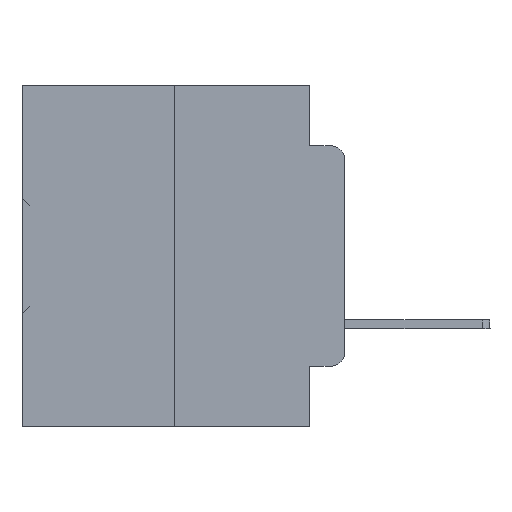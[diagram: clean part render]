
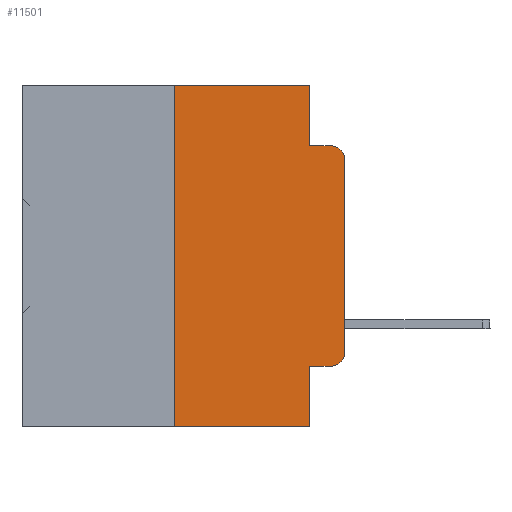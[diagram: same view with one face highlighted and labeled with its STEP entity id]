
A CAD part, left-side view. The second image highlights one B-rep face of the part: STEP entity #11501.
In plain terms, the highlighted planar face has unit normal (-1, 0, 0).
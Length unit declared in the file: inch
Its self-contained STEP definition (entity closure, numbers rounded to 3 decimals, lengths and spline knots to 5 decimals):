
#404 = EDGE_CURVE ( 'NONE', #36306, #26370, #16431, .T. ) ;
#662 = DIRECTION ( 'NONE',  ( 0., 0., -1. ) ) ;
#1964 = VERTEX_POINT ( 'NONE', #26886 ) ;
#3304 = EDGE_CURVE ( 'NONE', #29276, #28430, #14399, .T. ) ;
#3945 = AXIS2_PLACEMENT_3D ( 'NONE', #29777, #27105, #662 ) ;
#4145 = ORIENTED_EDGE ( 'NONE', *, *, #34967, .F. ) ;
#4324 = CARTESIAN_POINT ( 'NONE',  ( 0., 0.051, -0.5 ) ) ;
#4326 = VECTOR ( 'NONE', #16683, 39.37008 ) ;
#4931 = DIRECTION ( 'NONE',  ( 1., 0., 0. ) ) ;
#5459 = CARTESIAN_POINT ( 'NONE',  ( 0., 0.051, -0.4115 ) ) ;
#6161 = LINE ( 'NONE', #21313, #18034 ) ;
#6354 = EDGE_CURVE ( 'NONE', #10432, #28430, #6161, .T. ) ;
#6524 = LINE ( 'NONE', #5459, #29805 ) ;
#7905 = DIRECTION ( 'NONE',  ( 0., -1., 0. ) ) ;
#9209 = VERTEX_POINT ( 'NONE', #15468 ) ;
#9696 = CARTESIAN_POINT ( 'NONE',  ( 0., 0.051, -0.4115 ) ) ;
#9793 = EDGE_CURVE ( 'NONE', #26370, #35731, #25995, .T. ) ;
#10001 = CARTESIAN_POINT ( 'NONE',  ( 0., 0.051, 0. ) ) ;
#10432 = VERTEX_POINT ( 'NONE', #12712 ) ;
#10501 = PLANE ( 'NONE',  #24719 ) ;
#10630 = CARTESIAN_POINT ( 'NONE',  ( 0., 0.473, 0. ) ) ;
#11002 = ORIENTED_EDGE ( 'NONE', *, *, #12320, .T. ) ;
#11064 = VECTOR ( 'NONE', #7905, 39.37008 ) ;
#11347 = DIRECTION ( 'NONE',  ( 0., 0., -1. ) ) ;
#11501 = ADVANCED_FACE ( 'NONE', ( #28713 ), #10501, .F. ) ;
#11556 = ORIENTED_EDGE ( 'NONE', *, *, #15445, .F. ) ;
#12299 = DIRECTION ( 'NONE',  ( 0., 0., 1. ) ) ;
#12320 = EDGE_CURVE ( 'NONE', #35731, #9209, #31446, .T. ) ;
#12562 = LINE ( 'NONE', #16052, #24946 ) ;
#12712 = CARTESIAN_POINT ( 'NONE',  ( 0., 0.25, -0.5 ) ) ;
#14034 = DIRECTION ( 'NONE',  ( 0., 0., -1. ) ) ;
#14399 = LINE ( 'NONE', #10001, #20756 ) ;
#14855 = DIRECTION ( 'NONE',  ( 0., -1., 0. ) ) ;
#15445 = EDGE_CURVE ( 'NONE', #1964, #31273, #23427, .T. ) ;
#15468 = CARTESIAN_POINT ( 'NONE',  ( 0., 0.02, -0.0885 ) ) ;
#16052 = CARTESIAN_POINT ( 'NONE',  ( 0., 0.051, 0. ) ) ;
#16431 = CIRCLE ( 'NONE', #3945, 0.02 ) ;
#16683 = DIRECTION ( 'NONE',  ( 0., 0., 1. ) ) ;
#16874 = VECTOR ( 'NONE', #12299, 39.37008 ) ;
#17787 = EDGE_CURVE ( 'NONE', #29276, #36306, #6524, .T. ) ;
#17899 = EDGE_LOOP ( 'NONE', ( #20395, #11002, #23399, #4145, #11556, #18570, #20166, #26314, #26972, #35874 ) ) ;
#18034 = VECTOR ( 'NONE', #36139, 39.37008 ) ;
#18206 = LINE ( 'NONE', #20711, #29200 ) ;
#18570 = ORIENTED_EDGE ( 'NONE', *, *, #24049, .F. ) ;
#19051 = CARTESIAN_POINT ( 'NONE',  ( 0., 0.02, -0.4115 ) ) ;
#20166 = ORIENTED_EDGE ( 'NONE', *, *, #6354, .T. ) ;
#20395 = ORIENTED_EDGE ( 'NONE', *, *, #9793, .T. ) ;
#20711 = CARTESIAN_POINT ( 'NONE',  ( 0., 0.051, -0.0885 ) ) ;
#20754 = CARTESIAN_POINT ( 'NONE',  ( 0., 0.051, -0.0885 ) ) ;
#20756 = VECTOR ( 'NONE', #24742, 39.37008 ) ;
#21313 = CARTESIAN_POINT ( 'NONE',  ( 0., 0.473, -0.5 ) ) ;
#22553 = DIRECTION ( 'NONE',  ( 0., 0., -1. ) ) ;
#23399 = ORIENTED_EDGE ( 'NONE', *, *, #36043, .F. ) ;
#23427 = LINE ( 'NONE', #25391, #11064 ) ;
#23712 = CARTESIAN_POINT ( 'NONE',  ( 0., 0., 0. ) ) ;
#24049 = EDGE_CURVE ( 'NONE', #10432, #1964, #35377, .T. ) ;
#24719 = AXIS2_PLACEMENT_3D ( 'NONE', #10630, #4931, #22553 ) ;
#24742 = DIRECTION ( 'NONE',  ( 0., 0., -1. ) ) ;
#24946 = VECTOR ( 'NONE', #14034, 39.37008 ) ;
#25391 = CARTESIAN_POINT ( 'NONE',  ( 0., 0.473, 0. ) ) ;
#25662 = DIRECTION ( 'NONE',  ( -1., 0., 0. ) ) ;
#25995 = LINE ( 'NONE', #23712, #16874 ) ;
#26314 = ORIENTED_EDGE ( 'NONE', *, *, #3304, .F. ) ;
#26370 = VERTEX_POINT ( 'NONE', #28213 ) ;
#26886 = CARTESIAN_POINT ( 'NONE',  ( 0., 0.25, 0. ) ) ;
#26972 = ORIENTED_EDGE ( 'NONE', *, *, #17787, .T. ) ;
#27105 = DIRECTION ( 'NONE',  ( -1., 0., 0. ) ) ;
#28213 = CARTESIAN_POINT ( 'NONE',  ( 0., 0., -0.3915 ) ) ;
#28321 = CARTESIAN_POINT ( 'NONE',  ( 0., 0.02, -0.1085 ) ) ;
#28430 = VERTEX_POINT ( 'NONE', #4324 ) ;
#28713 = FACE_OUTER_BOUND ( 'NONE', #17899, .T. ) ;
#29200 = VECTOR ( 'NONE', #14855, 39.37008 ) ;
#29276 = VERTEX_POINT ( 'NONE', #9696 ) ;
#29777 = CARTESIAN_POINT ( 'NONE',  ( 0., 0.02, -0.3915 ) ) ;
#29805 = VECTOR ( 'NONE', #37374, 39.37008 ) ;
#31273 = VERTEX_POINT ( 'NONE', #32974 ) ;
#31446 = CIRCLE ( 'NONE', #37712, 0.02 ) ;
#32974 = CARTESIAN_POINT ( 'NONE',  ( 0., 0.051, 0. ) ) ;
#34967 = EDGE_CURVE ( 'NONE', #31273, #35448, #12562, .T. ) ;
#35377 = LINE ( 'NONE', #37238, #4326 ) ;
#35448 = VERTEX_POINT ( 'NONE', #20754 ) ;
#35731 = VERTEX_POINT ( 'NONE', #36351 ) ;
#35874 = ORIENTED_EDGE ( 'NONE', *, *, #404, .T. ) ;
#36043 = EDGE_CURVE ( 'NONE', #35448, #9209, #18206, .T. ) ;
#36139 = DIRECTION ( 'NONE',  ( 0., -1., 0. ) ) ;
#36306 = VERTEX_POINT ( 'NONE', #19051 ) ;
#36351 = CARTESIAN_POINT ( 'NONE',  ( 0., 0., -0.1085 ) ) ;
#37238 = CARTESIAN_POINT ( 'NONE',  ( 0., 0.25, 0. ) ) ;
#37374 = DIRECTION ( 'NONE',  ( 0., -1., 0. ) ) ;
#37712 = AXIS2_PLACEMENT_3D ( 'NONE', #28321, #25662, #11347 ) ;
